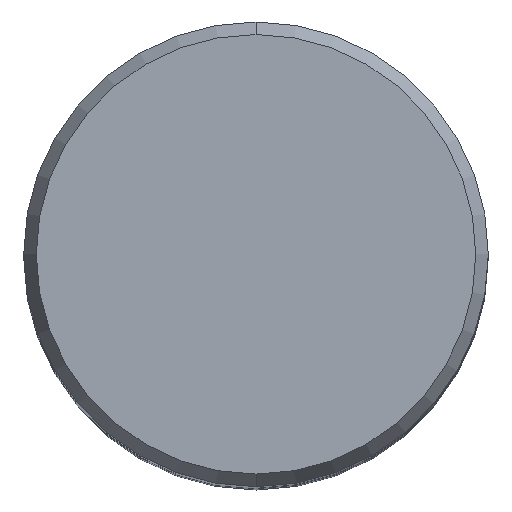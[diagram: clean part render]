
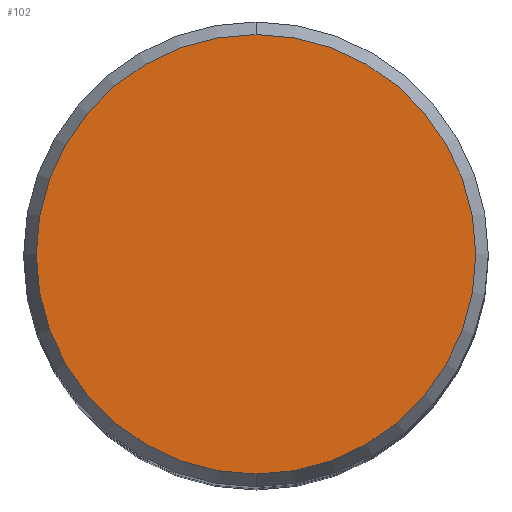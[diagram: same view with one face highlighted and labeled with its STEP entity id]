
A CAD part, top view. The second image highlights one B-rep face of the part: STEP entity #102.
In plain terms, the highlighted planar face has unit normal (0, 0, 1).
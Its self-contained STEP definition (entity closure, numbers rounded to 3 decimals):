
#102=ADVANCED_FACE('',(#225),#226,.T.);
#118=VERTEX_POINT('',#243);
#124=VERTEX_POINT('',#249);
#126=EDGE_CURVE('',#118,#124,#251,.T.);
#152=EDGE_CURVE('',#124,#118,#283,.T.);
#225=FACE_OUTER_BOUND('',#359,.T.);
#226=PLANE('',#360);
#243=CARTESIAN_POINT('',(0.0,12.012,0.01));
#249=CARTESIAN_POINT('',(0.,-12.012,0.01));
#251=CIRCLE('',#397,12.012);
#283=CIRCLE('',#435,12.012);
#359=EDGE_LOOP('',(#502,#503));
#360=AXIS2_PLACEMENT_3D('',#504,#505,#506);
#397=AXIS2_PLACEMENT_3D('',#528,#529,#530);
#435=AXIS2_PLACEMENT_3D('',#577,#578,#579);
#502=ORIENTED_EDGE('',*,*,#126,.F.);
#503=ORIENTED_EDGE('',*,*,#152,.F.);
#504=CARTESIAN_POINT('',(0.0,6.006,0.01));
#505=DIRECTION('',(-0.0,0.0,1.0));
#506=DIRECTION('',(0.0,-1.0,0.0));
#528=CARTESIAN_POINT('',(0.0,0.0,0.01));
#529=DIRECTION('',(0.0,0.0,-1.0));
#530=DIRECTION('',(0.0,1.0,0.0));
#577=CARTESIAN_POINT('',(0.0,0.0,0.01));
#578=DIRECTION('',(0.0,0.0,-1.0));
#579=DIRECTION('',(0.0,1.0,0.0));
